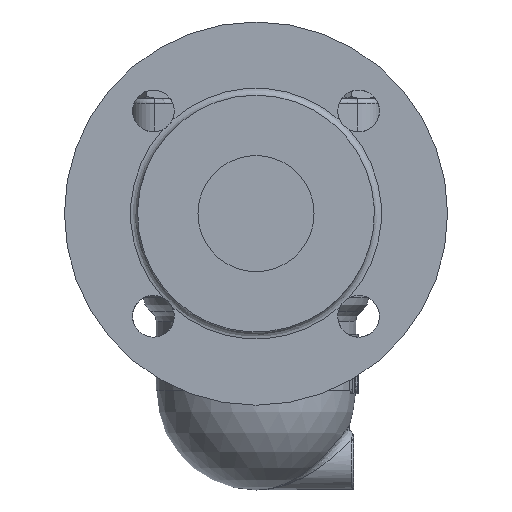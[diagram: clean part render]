
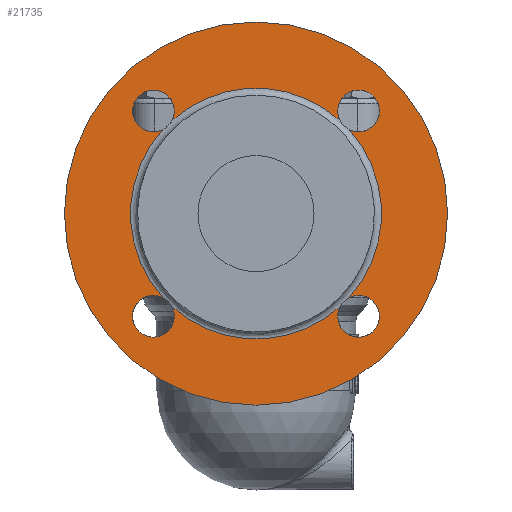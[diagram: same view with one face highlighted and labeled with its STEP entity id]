
A CAD part, left-side view. The second image highlights one B-rep face of the part: STEP entity #21735.
In plain terms, the highlighted planar face has unit normal (-1, 0, 0).
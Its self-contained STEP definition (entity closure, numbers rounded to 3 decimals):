
#21435=CARTESIAN_POINT('',(-119.,0.,63.5));
#21436=VERTEX_POINT('',#21435);
#21437=CARTESIAN_POINT('',(-119.0,0.0,-19.));
#21438=DIRECTION('',(1.0,0.0,0.0));
#21439=DIRECTION('',(0.0,0.0,-1.0));
#21440=AXIS2_PLACEMENT_3D('',#21437,#21438,#21439);
#21441=CIRCLE('',#21440,82.5);
#21442=EDGE_CURVE('',#21436,#21436,#21441,.T.);
#21583=CARTESIAN_POINT('',(-119.,-36.191,21.078));
#21584=VERTEX_POINT('',#21583);
#21585=CARTESIAN_POINT('',(-119.,-40.078,17.191));
#21586=VERTEX_POINT('',#21585);
#21600=CARTESIAN_POINT('',(-119.,36.191,21.078));
#21601=VERTEX_POINT('',#21600);
#21602=CARTESIAN_POINT('',(-119.0,0.0,-19.));
#21603=DIRECTION('',(-1.0,0.0,0.0));
#21604=DIRECTION('',(0.0,0.0,-1.0));
#21605=AXIS2_PLACEMENT_3D('',#21602,#21603,#21604);
#21606=CIRCLE('',#21605,54.0);
#21607=EDGE_CURVE('',#21584,#21601,#21606,.T.);
#21609=CARTESIAN_POINT('',(-119.,40.078,17.191));
#21610=VERTEX_POINT('',#21609);
#21624=CARTESIAN_POINT('',(-119.,40.078,-55.191));
#21625=VERTEX_POINT('',#21624);
#21626=CARTESIAN_POINT('',(-119.0,0.0,-19.));
#21627=DIRECTION('',(-1.0,0.0,0.0));
#21628=DIRECTION('',(0.0,0.0,-1.0));
#21629=AXIS2_PLACEMENT_3D('',#21626,#21627,#21628);
#21630=CIRCLE('',#21629,54.0);
#21631=EDGE_CURVE('',#21610,#21625,#21630,.T.);
#21633=CARTESIAN_POINT('',(-119.,36.191,-59.078));
#21634=VERTEX_POINT('',#21633);
#21648=CARTESIAN_POINT('',(-119.,-36.191,-59.078));
#21649=VERTEX_POINT('',#21648);
#21650=CARTESIAN_POINT('',(-119.0,0.0,-19.));
#21651=DIRECTION('',(-1.0,0.0,0.0));
#21652=DIRECTION('',(0.0,0.0,-1.0));
#21653=AXIS2_PLACEMENT_3D('',#21650,#21651,#21652);
#21654=CIRCLE('',#21653,54.0);
#21655=EDGE_CURVE('',#21634,#21649,#21654,.T.);
#21657=CARTESIAN_POINT('',(-119.,-40.078,-55.191));
#21658=VERTEX_POINT('',#21657);
#21672=CARTESIAN_POINT('',(-119.0,0.0,-19.));
#21673=DIRECTION('',(-1.0,0.0,0.0));
#21674=DIRECTION('',(0.0,0.0,-1.0));
#21675=AXIS2_PLACEMENT_3D('',#21672,#21673,#21674);
#21676=CIRCLE('',#21675,54.0);
#21677=EDGE_CURVE('',#21658,#21586,#21676,.T.);
#21693=CARTESIAN_POINT('',(-119.0,0.0,-19.));
#21694=DIRECTION('',(1.0,0.0,0.0));
#21695=DIRECTION('',(0.0,0.0,-1.0));
#21696=AXIS2_PLACEMENT_3D('',#21693,#21694,#21695);
#21697=PLANE('',#21696);
#21698=ORIENTED_EDGE('',*,*,#21442,.F.);
#21699=EDGE_LOOP('',(#21698));
#21700=FACE_OUTER_BOUND('',#21699,.T.);
#21701=ORIENTED_EDGE('',*,*,#21677,.F.);
#21702=CARTESIAN_POINT('',(-119.,-44.194,-63.194));
#21703=DIRECTION('',(-1.0,0.0,0.0));
#21704=DIRECTION('',(0.0,1.0,0.0));
#21705=AXIS2_PLACEMENT_3D('',#21702,#21703,#21704);
#21706=CIRCLE('',#21705,9.0);
#21707=EDGE_CURVE('',#21649,#21658,#21706,.T.);
#21708=ORIENTED_EDGE('',*,*,#21707,.F.);
#21709=ORIENTED_EDGE('',*,*,#21655,.F.);
#21710=CARTESIAN_POINT('',(-119.,44.194,-63.194));
#21711=DIRECTION('',(-1.0,0.0,0.0));
#21712=DIRECTION('',(0.0,0.0,1.0));
#21713=AXIS2_PLACEMENT_3D('',#21710,#21711,#21712);
#21714=CIRCLE('',#21713,9.0);
#21715=EDGE_CURVE('',#21625,#21634,#21714,.T.);
#21716=ORIENTED_EDGE('',*,*,#21715,.F.);
#21717=ORIENTED_EDGE('',*,*,#21631,.F.);
#21718=CARTESIAN_POINT('',(-119.,44.194,25.194));
#21719=DIRECTION('',(-1.0,0.0,0.0));
#21720=DIRECTION('',(0.0,-1.0,0.0));
#21721=AXIS2_PLACEMENT_3D('',#21718,#21719,#21720);
#21722=CIRCLE('',#21721,9.0);
#21723=EDGE_CURVE('',#21601,#21610,#21722,.T.);
#21724=ORIENTED_EDGE('',*,*,#21723,.F.);
#21725=ORIENTED_EDGE('',*,*,#21607,.F.);
#21726=CARTESIAN_POINT('',(-119.,-44.194,25.194));
#21727=DIRECTION('',(-1.0,0.0,0.0));
#21728=DIRECTION('',(0.0,0.0,-1.0));
#21729=AXIS2_PLACEMENT_3D('',#21726,#21727,#21728);
#21730=CIRCLE('',#21729,9.0);
#21731=EDGE_CURVE('',#21586,#21584,#21730,.T.);
#21732=ORIENTED_EDGE('',*,*,#21731,.F.);
#21733=EDGE_LOOP('',(#21701,#21708,#21709,#21716,#21717,#21724,#21725,#21732));
#21734=FACE_BOUND('',#21733,.T.);
#21735=ADVANCED_FACE('',(#21700,#21734),#21697,.F.);
